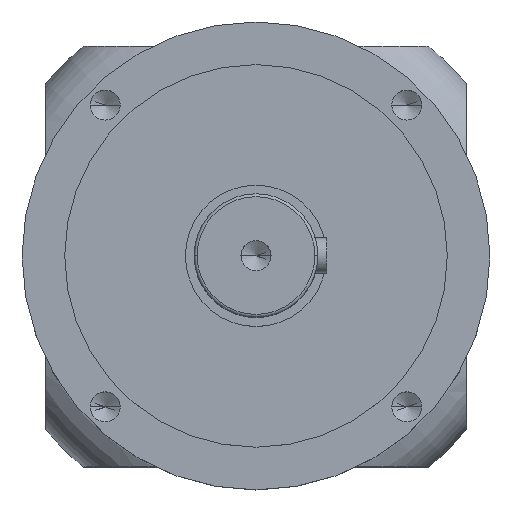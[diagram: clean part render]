
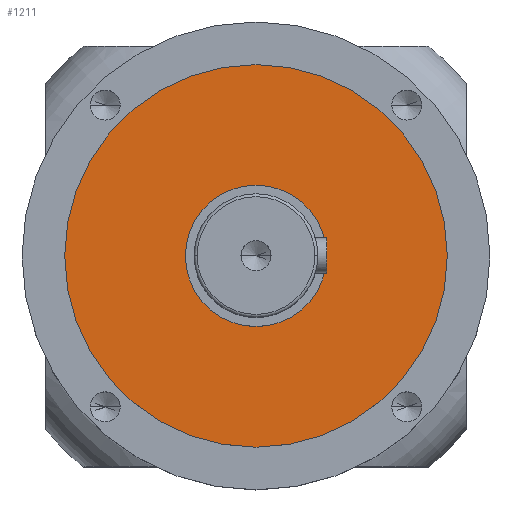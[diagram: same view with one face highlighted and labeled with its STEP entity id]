
A CAD part, top view. The second image highlights one B-rep face of the part: STEP entity #1211.
In plain terms, the highlighted planar face has unit normal (0, 0, 1).
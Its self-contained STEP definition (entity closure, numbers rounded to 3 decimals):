
#18 = CARTESIAN_POINT ( 'NONE',  ( 0., 0., -70. ) ) ;
#370 = ORIENTED_EDGE ( 'NONE', *, *, #1223, .T. ) ;
#521 = CARTESIAN_POINT ( 'NONE',  ( -24., 0., -70. ) ) ;
#752 = DIRECTION ( 'NONE',  ( 1., 0., 0. ) ) ;
#926 = DIRECTION ( 'NONE',  ( 1., 0., 0. ) ) ;
#1211 = ADVANCED_FACE ( 'NONE', ( #3187, #3209 ), #7475, .F. ) ;
#1223 = EDGE_CURVE ( 'NONE', #2211, #4409, #3083, .T. ) ;
#1527 = ORIENTED_EDGE ( 'NONE', *, *, #6421, .T. ) ;
#1912 = AXIS2_PLACEMENT_3D ( 'NONE', #7594, #7617, #7654 ) ;
#2148 = DIRECTION ( 'NONE',  ( 0., 0., 1. ) ) ;
#2211 = VERTEX_POINT ( 'NONE', #5001 ) ;
#2743 = EDGE_CURVE ( 'NONE', #3415, #2879, #6078, .T. ) ;
#2879 = VERTEX_POINT ( 'NONE', #6180 ) ;
#3083 = CIRCLE ( 'NONE', #1912, 65. ) ;
#3187 = FACE_BOUND ( 'NONE', #3258, .T. ) ;
#3209 = FACE_OUTER_BOUND ( 'NONE', #6968, .T. ) ;
#3258 = EDGE_LOOP ( 'NONE', ( #5276, #5411 ) ) ;
#3415 = VERTEX_POINT ( 'NONE', #521 ) ;
#3432 = AXIS2_PLACEMENT_3D ( 'NONE', #7426, #7507, #7519 ) ;
#4409 = VERTEX_POINT ( 'NONE', #5910 ) ;
#4830 = AXIS2_PLACEMENT_3D ( 'NONE', #6604, #2148, #7364 ) ;
#5001 = CARTESIAN_POINT ( 'NONE',  ( -65., 0., -70. ) ) ;
#5217 = DIRECTION ( 'NONE',  ( 0., 0., 1. ) ) ;
#5276 = ORIENTED_EDGE ( 'NONE', *, *, #8205, .F. ) ;
#5411 = ORIENTED_EDGE ( 'NONE', *, *, #2743, .F. ) ;
#5533 = AXIS2_PLACEMENT_3D ( 'NONE', #18, #5217, #752 ) ;
#5910 = CARTESIAN_POINT ( 'NONE',  ( 65., 0., -70. ) ) ;
#6078 = CIRCLE ( 'NONE', #9247, 24. ) ;
#6180 = CARTESIAN_POINT ( 'NONE',  ( 24., 0., -70. ) ) ;
#6421 = EDGE_CURVE ( 'NONE', #4409, #2211, #7090, .T. ) ;
#6604 = CARTESIAN_POINT ( 'NONE',  ( 0., 0., -70. ) ) ;
#6968 = EDGE_LOOP ( 'NONE', ( #1527, #370 ) ) ;
#7090 = CIRCLE ( 'NONE', #5533, 65. ) ;
#7364 = DIRECTION ( 'NONE',  ( 1., 0., 0. ) ) ;
#7426 = CARTESIAN_POINT ( 'NONE',  ( 0., 65., -70. ) ) ;
#7475 = PLANE ( 'NONE',  #3432 ) ;
#7507 = DIRECTION ( 'NONE',  ( 0., 0., -1. ) ) ;
#7519 = DIRECTION ( 'NONE',  ( -1., 0., 0. ) ) ;
#7594 = CARTESIAN_POINT ( 'NONE',  ( 0., 0., -70. ) ) ;
#7617 = DIRECTION ( 'NONE',  ( 0., 0., 1. ) ) ;
#7654 = DIRECTION ( 'NONE',  ( 1., 0., 0. ) ) ;
#8205 = EDGE_CURVE ( 'NONE', #2879, #3415, #9040, .T. ) ;
#8301 = DIRECTION ( 'NONE',  ( 0., 0., 1. ) ) ;
#8330 = CARTESIAN_POINT ( 'NONE',  ( 0., 0., -70. ) ) ;
#9040 = CIRCLE ( 'NONE', #4830, 24. ) ;
#9247 = AXIS2_PLACEMENT_3D ( 'NONE', #8330, #8301, #926 ) ;
